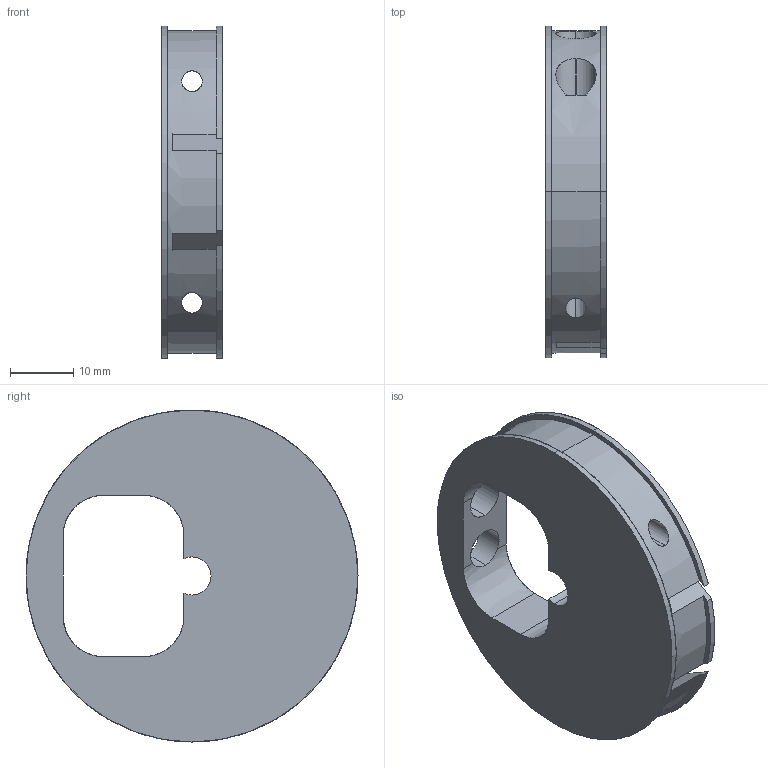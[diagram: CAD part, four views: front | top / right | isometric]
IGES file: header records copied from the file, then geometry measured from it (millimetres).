
Start section: SolidWorks IGES file using analytic representation for surfaces
Global section: file name: a11-pulley.IGS; native system: SolidWorks 2006 by SolidWorks Corporation; preprocessor: SolidWorks 2006 by SolidWorks Corporation; author: leinad; date: 080605.115738; units: inch
Bounding box: 9.53 x 52.32 x 52.32 mm (x, y, z)
Surface area: 7625.2 mm2 (no closed solid volume)
Topology: 0 solids, 0 shells, 76 faces, 1900 edges, 2119 vertices
Faces by surface type: revolution 46, bspline 30
